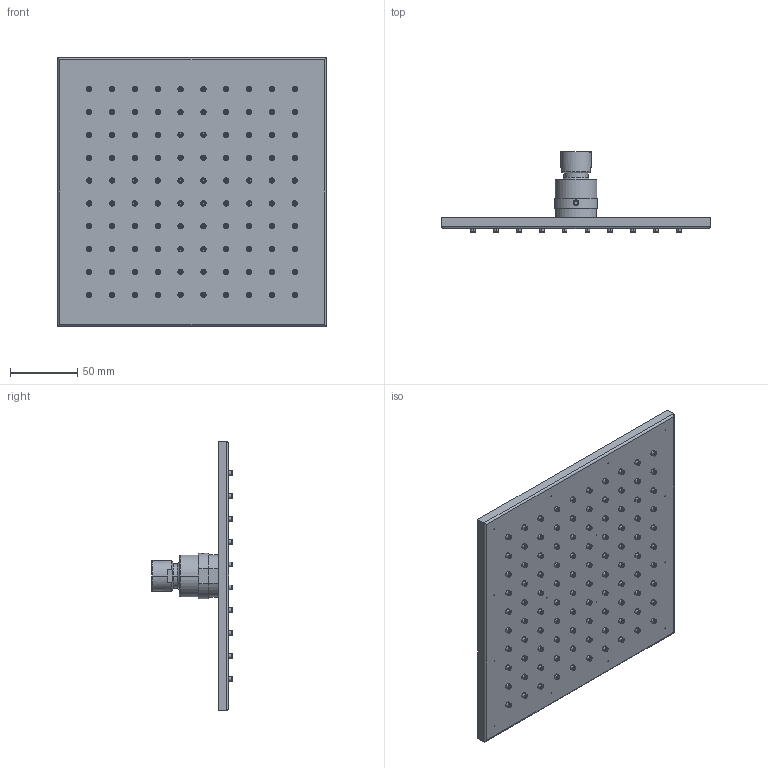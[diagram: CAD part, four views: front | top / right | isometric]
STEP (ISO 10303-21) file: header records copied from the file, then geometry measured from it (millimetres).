
FILE_DESCRIPTION((''),'2;1');
FILE_NAME('MS-TSB009CP_ASM','2019-12-11T',('Administrator'),(''),'PRO/ENGINEER BY PARAMETRIC TECHNOLOGY CORPORATION, 2010280','PRO/ENGINEER BY PARAMETRIC TECHNOLOGY CORPORATION, 2010280','');
FILE_SCHEMA(('CONFIG_CONTROL_DESIGN'));
Length unit declared in the file: millimetre
Products named in the file (44): STCB0113-XX_AF0; STNB0019-XX_AF0; STNB0019-XX_AF1; STNB0019-XX_AF2; STNB0019-XX_AF3; STNB0019-XX_AF4; STNB0019-XX_AF5; STNB0019-XX_AF6; STNB0019-XX_AF7; STNB0019-XX_AF8; STNB0019-XX_AF9; STNB0019-XX_AF10; STNB0019-XX_AF11; STNB0019-XX_AF12; STNB0019-XX_AF13; STNB0019-XX_AF14; MSBC0042-P1_AF0_ASM; STLR0005-XX_AF0; STCB0114-P1_AF0; STST0058-XX_AF0; STST0058-XX_AF1; STST0058-XX_AF2; STST0058-XX_AF3; STST0058-XX_AF4; STST0058-XX_AF5; STST0058-XX_AF6; STST0058-XX_AF7; STST0058-XX_AF8; STST0058-XX_AF9; STST0058-XX_AF10; STST0058-XX_AF11; STST0058-XX_AF12; STST0058-XX_AF13; STST0058-XX_AF14; STMB0106-P2_AF0; STRR0124-XX_AF0; STNB0033-P1_AF0; STWR0015-XX_AF0; STMB0001-P1_AF0; STNB0034-P1_AF0 ...
Assembly tree (43 placements, depth 3):
  MS-TSB009CP_ASM
    MSBC0042-P1_AF0_ASM
      STCB0113-XX_AF0
      STNB0019-XX_AF0
      STNB0019-XX_AF1
      STNB0019-XX_AF2
      STNB0019-XX_AF3
      STNB0019-XX_AF4
      STNB0019-XX_AF5
      STNB0019-XX_AF6
      STNB0019-XX_AF7
      STNB0019-XX_AF8
      STNB0019-XX_AF9
      STNB0019-XX_AF10
      STNB0019-XX_AF11
      STNB0019-XX_AF12
      STNB0019-XX_AF13
      STNB0019-XX_AF14
    STLR0005-XX_AF0
    STCB0114-P1_AF0
    STST0058-XX_AF0
    STST0058-XX_AF1
    STST0058-XX_AF2
    STST0058-XX_AF3
    STST0058-XX_AF4
    STST0058-XX_AF5
    STST0058-XX_AF6
    STST0058-XX_AF7
    STST0058-XX_AF8
    STST0058-XX_AF9
    STST0058-XX_AF10
    STST0058-XX_AF11
    STST0058-XX_AF12
    STST0058-XX_AF13
    STST0058-XX_AF14
    STMB0106-P2_AF0
    STRR0124-XX_AF0
    STNB0033-P1_AF0
    STWR0015-XX_AF0
    STMB0001-P1_AF0
    STNB0034-P1_AF0
    STQT0001-XX
    STWP0011-XX_AF0
    STST0041-XX_AF0
Bounding box: 199.6 x 59.82 x 199.6 mm (x, y, z)
Volume: 96926.3 mm3; surface area: 195680.2 mm2
Topology: 144 solids, 144 shells, 1988 faces, 4577 edges, 2844 vertices
Faces by surface type: cylinder 782, plane 482, torus 399, cone 313, bspline 8, sphere 4
Entity records: 61953 total; most frequent: CARTESIAN_POINT 13358, DIRECTION 11193, ORIENTED_EDGE 9154, AXIS2_PLACEMENT_3D 4847, EDGE_CURVE 4577, VERTEX_POINT 2844, CIRCLE 2764, EDGE_LOOP 2485
